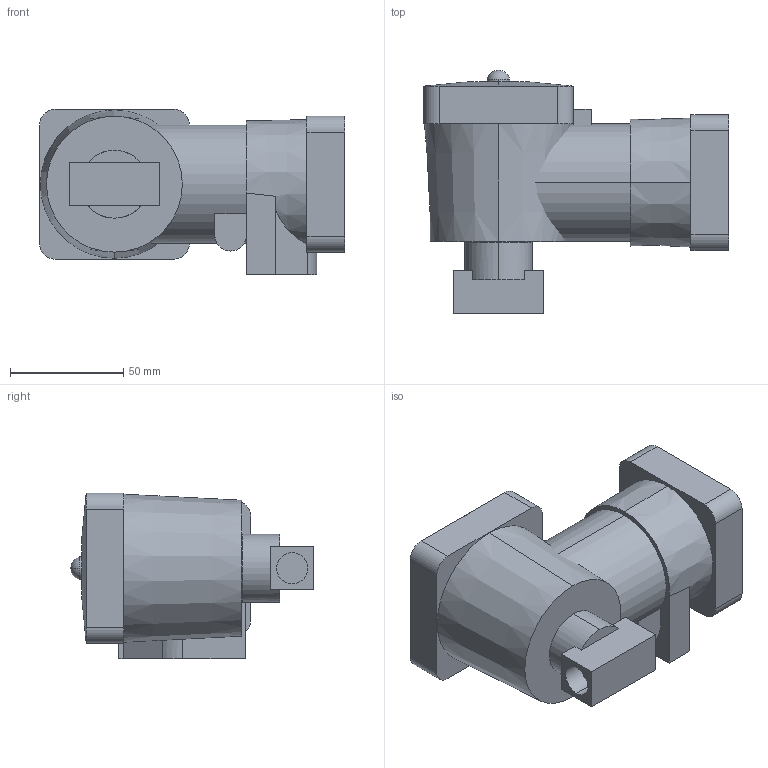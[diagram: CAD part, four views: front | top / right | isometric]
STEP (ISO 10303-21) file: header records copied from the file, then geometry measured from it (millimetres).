
FILE_DESCRIPTION (( 'STEP AP214' ), '1' );
FILE_NAME ('YS301J-9B.STEP', '2025-09-05T07:38:19', ( '' ), ( '' ), 'SwSTEP 2.0', 'SolidWorks 2024', '' );
FILE_SCHEMA (( 'AUTOMOTIVE_DESIGN' ));
Length unit declared in the file: millimetre
Products named in the file (4): TBK_J; ZS301-9_9B; AS321J; YS301J-9B
Assembly tree (3 placements, depth 2):
  YS301J-9B
    ZS301-9_9B
    AS321J
    TBK_J
Bounding box: 134.7 x 107.45 x 73.1 mm (x, y, z)
Volume: 522865.7 mm3; surface area: 71212.8 mm2
Topology: 5 solids, 5 shells, 95 faces, 223 edges, 149 vertices
Faces by surface type: plane 52, cylinder 35, cone 6, sphere 2
Entity records: 3038 total; most frequent: CARTESIAN_POINT 637, DIRECTION 507, ORIENTED_EDGE 446, EDGE_CURVE 223, AXIS2_PLACEMENT_3D 193, VERTEX_POINT 149, LINE 121, VECTOR 121
